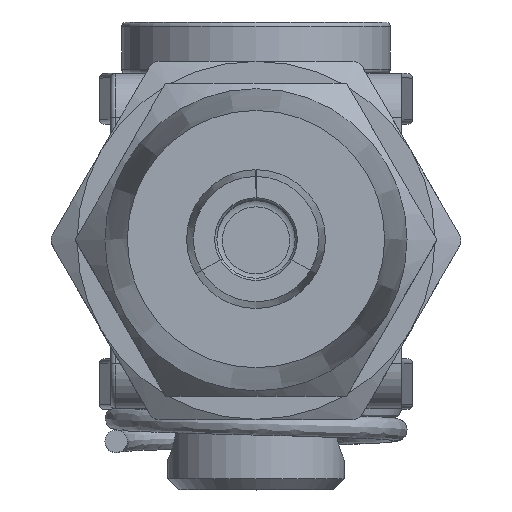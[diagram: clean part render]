
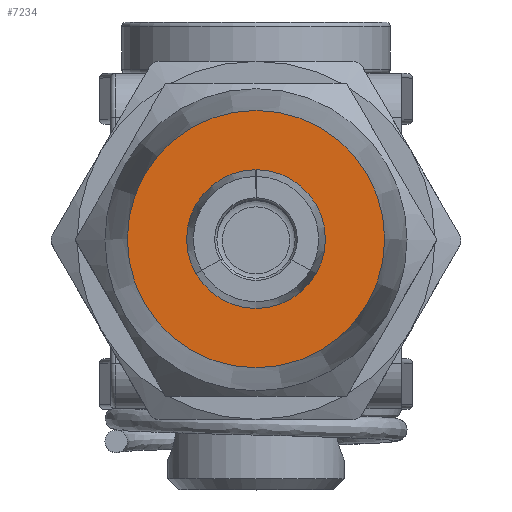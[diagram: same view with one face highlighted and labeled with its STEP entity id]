
A CAD part, top view. The second image highlights one B-rep face of the part: STEP entity #7234.
In plain terms, the highlighted planar face has unit normal (0, 0, 1).
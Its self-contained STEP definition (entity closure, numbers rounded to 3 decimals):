
#369 = ORIENTED_EDGE ( 'NONE', *, *, #21631, .T. ) ;
#565 = ORIENTED_EDGE ( 'NONE', *, *, #16222, .F. ) ;
#1017 = CARTESIAN_POINT ( 'NONE',  ( 0., 0., 32. ) ) ;
#2081 = VERTEX_POINT ( 'NONE', #10003 ) ;
#2277 = PLANE ( 'NONE',  #3981 ) ;
#2965 = FACE_BOUND ( 'NONE', #3325, .T. ) ;
#3113 = EDGE_LOOP ( 'NONE', ( #565 ) ) ;
#3325 = EDGE_LOOP ( 'NONE', ( #369 ) ) ;
#3981 = AXIS2_PLACEMENT_3D ( 'NONE', #5495, #14186, #21406 ) ;
#5495 = CARTESIAN_POINT ( 'NONE',  ( 5.75, 0., 32. ) ) ;
#6535 = AXIS2_PLACEMENT_3D ( 'NONE', #13740, #22544, #18930 ) ;
#7234 = ADVANCED_FACE ( 'NONE', ( #20666, #2965 ), #2277, .F. ) ;
#8373 = DIRECTION ( 'NONE',  ( -1., 0., 0. ) ) ;
#10003 = CARTESIAN_POINT ( 'NONE',  ( -5.75, 0., 32. ) ) ;
#10251 = AXIS2_PLACEMENT_3D ( 'NONE', #1017, #13482, #8373 ) ;
#13482 = DIRECTION ( 'NONE',  ( 0., 0., -1. ) ) ;
#13740 = CARTESIAN_POINT ( 'NONE',  ( 0., 0., 32. ) ) ;
#14186 = DIRECTION ( 'NONE',  ( 0., 0., -1. ) ) ;
#16222 = EDGE_CURVE ( 'NONE', #2081, #2081, #19166, .T. ) ;
#17000 = CARTESIAN_POINT ( 'NONE',  ( -3.1, 0., 32. ) ) ;
#18511 = CIRCLE ( 'NONE', #10251, 3.1 ) ;
#18930 = DIRECTION ( 'NONE',  ( -1., 0., 0. ) ) ;
#19166 = CIRCLE ( 'NONE', #6535, 5.75 ) ;
#20666 = FACE_OUTER_BOUND ( 'NONE', #3113, .T. ) ;
#21176 = VERTEX_POINT ( 'NONE', #17000 ) ;
#21406 = DIRECTION ( 'NONE',  ( -1., 0., 0. ) ) ;
#21631 = EDGE_CURVE ( 'NONE', #21176, #21176, #18511, .T. ) ;
#22544 = DIRECTION ( 'NONE',  ( 0., 0., -1. ) ) ;
